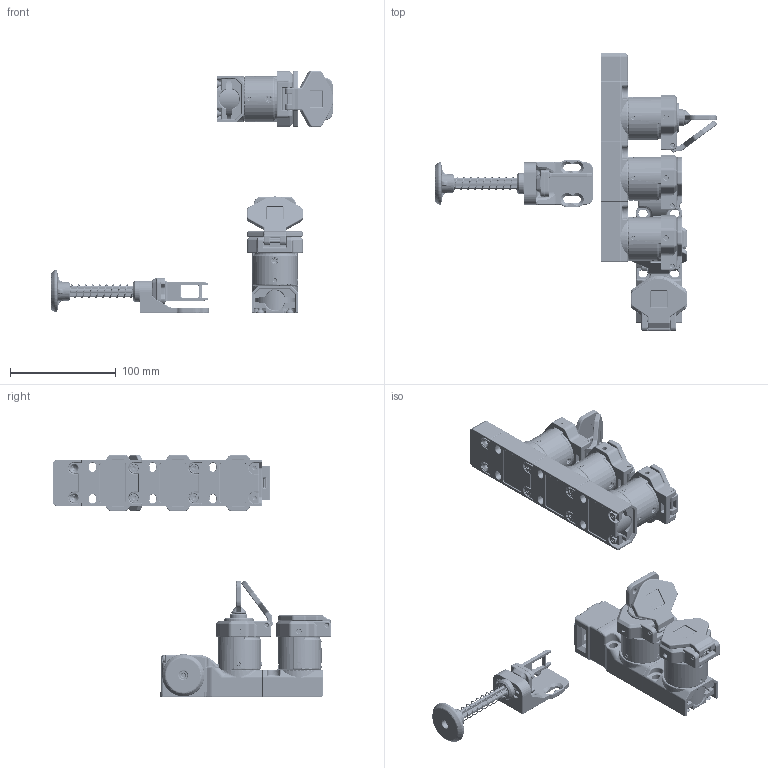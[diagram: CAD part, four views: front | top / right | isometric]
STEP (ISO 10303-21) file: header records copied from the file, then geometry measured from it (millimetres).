
FILE_DESCRIPTION (( 'STEP AP214' ), '1' );
FILE_NAME ('800004-A103.STEP', '2022-11-09T18:05:14', ( '' ), ( '' ), 'SwSTEP 2.0', 'SolidWorks 2021', '' );
FILE_SCHEMA (( 'AUTOMOTIVE_DESIGN' ));
Length unit declared in the file: inch
Products named in the file (4): 800004-A103_2; 800004-A103_1; 800004-A103; 800004-A103_3
Assembly tree (3 placements, depth 2):
  800004-A103
    800004-A103_3
    800004-A103_2
    800004-A103_1
Bounding box: 267.34 x 263.5 x 229.22 mm (x, y, z)
Volume: 747339.4 mm3; surface area: 224746.3 mm2
Topology: 6 solids, 25 shells, 6863 faces, 16568 edges, 9568 vertices
Faces by surface type: cylinder 2855, plane 1536, bspline 1202, torus 840, cone 313, sphere 117
Full cylindrical faces by diameter (mm): 1.3 x16, 2 x2, 2.2 x2, 2.5 x2, 3 x2, 3.014 x4, 3.05 x18, 3.1 x17, 3.3 x16, 3.5 x22, 3.646 x1, 3.9 x2, 4 x4, 4.2 x14, 4.5 x17, 4.7 x2, 4.8 x2, 5 x8, 5.6 x2, 6 x5, 7 x4, 7.4 x11, 7.8 x2, 8 x8, 8.5 x1, 10 x2, 10.2 x1, 11 x2, 13.5 x2, 14 x2
Entity records: 288134 total; most frequent: CARTESIAN_POINT 143842, ORIENTED_EDGE 31066, DIRECTION 28442, EDGE_CURVE 15533, AXIS2_PLACEMENT_3D 11446, VERTEX_POINT 9278, EDGE_LOOP 7575, FACE_OUTER_BOUND 7161
